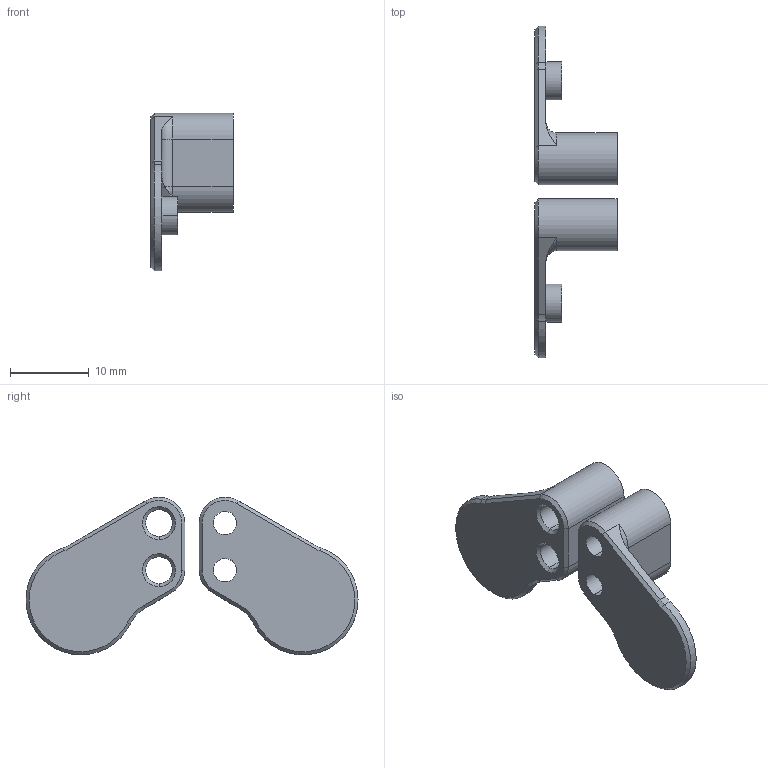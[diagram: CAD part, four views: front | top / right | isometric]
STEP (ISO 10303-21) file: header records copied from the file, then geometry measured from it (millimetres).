
FILE_DESCRIPTION(('CATIA V5 STEP Exchange'),'2;1');
FILE_NAME('10x11 Befenybay Chain Top Anchor.stp','2020-01-06T11:49:16+00:00',('none'),('none'),'CATIA Version 5-6 Release 2018','CATIA V5 STEP AP203','none');
FILE_SCHEMA(('CONFIG_CONTROL_DESIGN'));
Length unit declared in the file: millimetre
Products named in the file (1): 10x11 Chain Top Anchor
Bounding box: 10.45 x 42.29 x 20.08 mm (x, y, z)
Volume: 1807.8 mm3; surface area: 2189.3 mm2
Topology: 2 solids, 2 shells, 70 faces, 185 edges, 121 vertices
Faces by surface type: cylinder 26, plane 24, cone 14, torus 6
Entity records: 2395 total; most frequent: CARTESIAN_POINT 712, ORIENTED_EDGE 370, DIRECTION 271, EDGE_CURVE 185, AXIS2_PLACEMENT_3D 132, VERTEX_POINT 121, VECTOR 80, EDGE_LOOP 80
